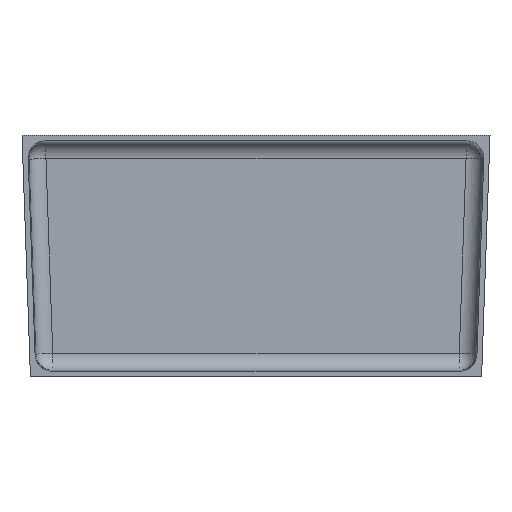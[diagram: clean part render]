
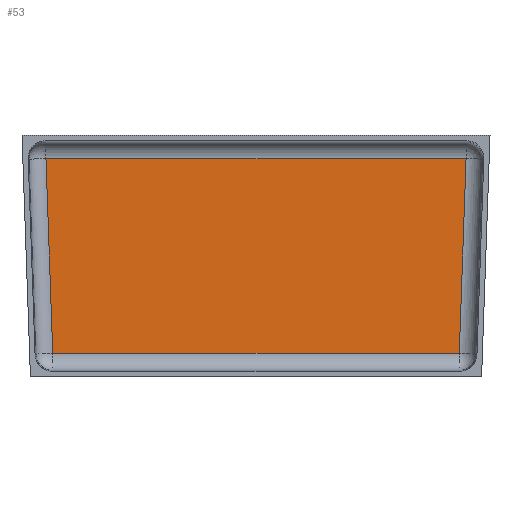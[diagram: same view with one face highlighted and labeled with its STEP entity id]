
A CAD part, front view. The second image highlights one B-rep face of the part: STEP entity #53.
In plain terms, the highlighted planar face has unit normal (0, -1, 0).
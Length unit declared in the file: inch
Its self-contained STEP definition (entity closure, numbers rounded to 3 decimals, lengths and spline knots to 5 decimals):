
#41 = VERTEX_POINT ( 'NONE', #100 ) ;
#44 = EDGE_CURVE ( 'NONE', #41, #51, #94, .T. ) ;
#45 = EDGE_LOOP ( 'NONE', ( #55, #48, #47, #645 ) ) ;
#46 = EDGE_CURVE ( 'NONE', #51, #52, #90, .T. ) ;
#47 = ORIENTED_EDGE ( 'NONE', *, *, #44, .F. ) ;
#48 = ORIENTED_EDGE ( 'NONE', *, *, #46, .F. ) ;
#50 = EDGE_CURVE ( 'NONE', #52, #56, #137, .T. ) ;
#51 = VERTEX_POINT ( 'NONE', #133 ) ;
#52 = VERTEX_POINT ( 'NONE', #132 ) ;
#53 = ADVANCED_FACE ( 'NONE', ( #131 ), #130, .F. ) ;
#55 = ORIENTED_EDGE ( 'NONE', *, *, #50, .F. ) ;
#56 = VERTEX_POINT ( 'NONE', #125 ) ;
#89 = CARTESIAN_POINT ( 'NONE',  ( -10.8625, 1.79, -5.03247 ) ) ;
#90 = LINE ( 'NONE', #89, #144 ) ;
#91 = DIRECTION ( 'NONE',  ( -0.035, 0., -0.999 ) ) ;
#92 = VECTOR ( 'NONE', #91, 39.37008 ) ;
#93 = CARTESIAN_POINT ( 'NONE',  ( 9.81858, 1.79, 5.3458 ) ) ;
#94 = LINE ( 'NONE', #93, #92 ) ;
#100 = CARTESIAN_POINT ( 'NONE',  ( 9.77272, 1.79, 4.03247 ) ) ;
#125 = CARTESIAN_POINT ( 'NONE',  ( -9.77272, 1.79, 4.03247 ) ) ;
#126 = DIRECTION ( 'NONE',  ( 0., 0., 1. ) ) ;
#127 = DIRECTION ( 'NONE',  ( 0., 1., 0. ) ) ;
#128 = CARTESIAN_POINT ( 'NONE',  ( -10.8625, 1.79, 6.068 ) ) ;
#129 = AXIS2_PLACEMENT_3D ( 'NONE', #128, #127, #126 ) ;
#130 = PLANE ( 'NONE',  #129 ) ;
#131 = FACE_OUTER_BOUND ( 'NONE', #45, .T. ) ;
#132 = CARTESIAN_POINT ( 'NONE',  ( -9.45616, 1.79, -5.03247 ) ) ;
#133 = CARTESIAN_POINT ( 'NONE',  ( 9.45616, 1.79, -5.03247 ) ) ;
#134 = DIRECTION ( 'NONE',  ( -0.035, 0., 0.999 ) ) ;
#135 = VECTOR ( 'NONE', #134, 39.37008 ) ;
#136 = CARTESIAN_POINT ( 'NONE',  ( -9.84504, 1.79, 6.10353 ) ) ;
#137 = LINE ( 'NONE', #136, #135 ) ;
#143 = DIRECTION ( 'NONE',  ( -1., 0., 0. ) ) ;
#144 = VECTOR ( 'NONE', #143, 39.37008 ) ;
#156 = DIRECTION ( 'NONE',  ( 1., 0., 0. ) ) ;
#157 = VECTOR ( 'NONE', #156, 39.37008 ) ;
#158 = CARTESIAN_POINT ( 'NONE',  ( -10.8625, 1.79, 4.03247 ) ) ;
#159 = LINE ( 'NONE', #158, #157 ) ;
#604 = EDGE_CURVE ( 'NONE', #56, #41, #159, .T. ) ;
#645 = ORIENTED_EDGE ( 'NONE', *, *, #604, .F. ) ;
